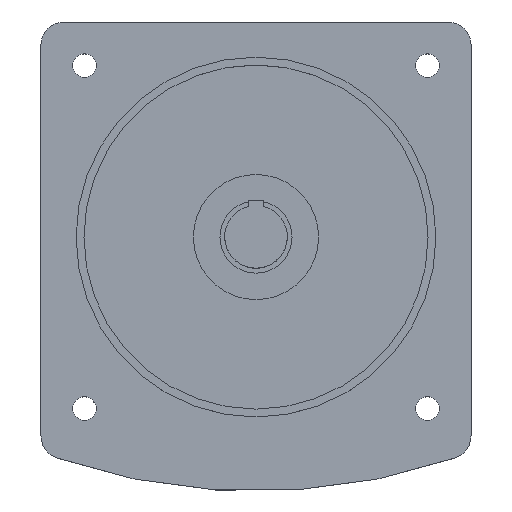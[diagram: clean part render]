
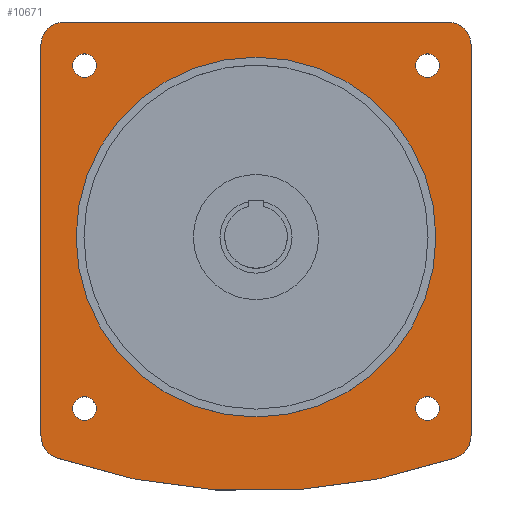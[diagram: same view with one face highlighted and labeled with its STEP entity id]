
A CAD part, top view. The second image highlights one B-rep face of the part: STEP entity #10671.
In plain terms, the highlighted planar face has unit normal (0, 0, 1).
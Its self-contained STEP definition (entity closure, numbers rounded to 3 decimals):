
#40=PLANE($,#11370);
#615=LINE($,#15553,#1841);
#616=LINE($,#15557,#1842);
#617=LINE($,#15561,#1843);
#1841=VECTOR($,#12419,249.464);
#1842=VECTOR($,#12422,245.);
#1843=VECTOR($,#12425,249.464);
#3054=FACE_BOUND($,#3864,.T.);
#3055=FACE_BOUND($,#3865,.T.);
#3056=FACE_BOUND($,#3866,.T.);
#3057=FACE_BOUND($,#3867,.T.);
#3058=FACE_BOUND($,#3868,.T.);
#3209=FACE_OUTER_BOUND($,#3863,.T.);
#3863=EDGE_LOOP($,(#7598,#7599,#7600,#7601,#7602,#7603,#7604,#7605));
#3864=EDGE_LOOP($,(#7606));
#3865=EDGE_LOOP($,(#7607));
#3866=EDGE_LOOP($,(#7608));
#3867=EDGE_LOOP($,(#7609));
#3868=EDGE_LOOP($,(#7610));
#4635=CIRCLE($,#11322,7.5);
#4637=CIRCLE($,#11325,7.5);
#4639=CIRCLE($,#11328,7.5);
#4641=CIRCLE($,#11331,7.5);
#4645=CIRCLE($,#11337,115.);
#4674=CIRCLE($,#11371,15.);
#4675=CIRCLE($,#11372,15.);
#4676=CIRCLE($,#11373,15.);
#4677=CIRCLE($,#11374,390.625);
#4678=CIRCLE($,#11375,15.);
#4942=VERTEX_POINT($,#15418);
#4944=VERTEX_POINT($,#15423);
#4946=VERTEX_POINT($,#15428);
#4948=VERTEX_POINT($,#15433);
#4952=VERTEX_POINT($,#15443);
#5000=VERTEX_POINT($,#15551);
#5001=VERTEX_POINT($,#15552);
#5002=VERTEX_POINT($,#15554);
#5003=VERTEX_POINT($,#15556);
#5004=VERTEX_POINT($,#15558);
#5005=VERTEX_POINT($,#15560);
#5006=VERTEX_POINT($,#15562);
#5007=VERTEX_POINT($,#15564);
#5987=EDGE_CURVE($,#4942,#4942,#4635,.T.);
#5989=EDGE_CURVE($,#4944,#4944,#4637,.T.);
#5991=EDGE_CURVE($,#4946,#4946,#4639,.T.);
#5993=EDGE_CURVE($,#4948,#4948,#4641,.T.);
#5997=EDGE_CURVE($,#4952,#4952,#4645,.T.);
#6052=EDGE_CURVE($,#5000,#5001,#615,.T.);
#6053=EDGE_CURVE($,#5001,#5002,#4674,.T.);
#6054=EDGE_CURVE($,#5002,#5003,#616,.T.);
#6055=EDGE_CURVE($,#5003,#5004,#4675,.T.);
#6056=EDGE_CURVE($,#5004,#5005,#617,.T.);
#6057=EDGE_CURVE($,#5005,#5006,#4676,.T.);
#6058=EDGE_CURVE($,#5006,#5007,#4677,.T.);
#6059=EDGE_CURVE($,#5007,#5000,#4678,.T.);
#7598=ORIENTED_EDGE($,*,*,#6052,.T.);
#7599=ORIENTED_EDGE($,*,*,#6053,.T.);
#7600=ORIENTED_EDGE($,*,*,#6054,.T.);
#7601=ORIENTED_EDGE($,*,*,#6055,.T.);
#7602=ORIENTED_EDGE($,*,*,#6056,.T.);
#7603=ORIENTED_EDGE($,*,*,#6057,.T.);
#7604=ORIENTED_EDGE($,*,*,#6058,.T.);
#7605=ORIENTED_EDGE($,*,*,#6059,.T.);
#7606=ORIENTED_EDGE($,*,*,#5997,.F.);
#7607=ORIENTED_EDGE($,*,*,#5987,.F.);
#7608=ORIENTED_EDGE($,*,*,#5989,.F.);
#7609=ORIENTED_EDGE($,*,*,#5991,.F.);
#7610=ORIENTED_EDGE($,*,*,#5993,.F.);
#10671=ADVANCED_FACE($,(#3209,#3054,#3055,#3056,#3057,#3058),#40,.T.);
#11322=AXIS2_PLACEMENT_3D($,#15419,#12295,#12296);
#11325=AXIS2_PLACEMENT_3D($,#15424,#12301,#12302);
#11328=AXIS2_PLACEMENT_3D($,#15429,#12307,#12308);
#11331=AXIS2_PLACEMENT_3D($,#15434,#12313,#12314);
#11337=AXIS2_PLACEMENT_3D($,#15444,#12325,#12326);
#11370=AXIS2_PLACEMENT_3D($,#15550,#12417,#12418);
#11371=AXIS2_PLACEMENT_3D($,#15555,#12420,#12421);
#11372=AXIS2_PLACEMENT_3D($,#15559,#12423,#12424);
#11373=AXIS2_PLACEMENT_3D($,#15563,#12426,#12427);
#11374=AXIS2_PLACEMENT_3D($,#15565,#12428,#12429);
#11375=AXIS2_PLACEMENT_3D($,#15566,#12430,#12431);
#12295=DIRECTION('center_axis',(0.,0.,1.));
#12296=DIRECTION('ref_axis',(0.,1.,0.));
#12301=DIRECTION('center_axis',(0.,0.,1.));
#12302=DIRECTION('ref_axis',(-1.,0.,0.));
#12307=DIRECTION('center_axis',(0.,0.,1.));
#12308=DIRECTION('ref_axis',(0.,-1.,0.));
#12313=DIRECTION('center_axis',(0.,0.,1.));
#12314=DIRECTION('ref_axis',(1.,0.,0.));
#12325=DIRECTION('center_axis',(0.,0.,1.));
#12326=DIRECTION('ref_axis',(1.,0.,0.));
#12417=DIRECTION('center_axis',(0.,0.,1.));
#12418=DIRECTION('ref_axis',(1.,0.,0.));
#12419=DIRECTION($,(0.,1.,0.));
#12420=DIRECTION('center_axis',(0.,0.,1.));
#12421=DIRECTION('ref_axis',(1.,0.,0.));
#12422=DIRECTION($,(-1.,0.,0.));
#12423=DIRECTION('center_axis',(0.,0.,1.));
#12424=DIRECTION('ref_axis',(1.,0.,0.));
#12425=DIRECTION($,(0.,-1.,0.));
#12426=DIRECTION('center_axis',(0.,0.,1.));
#12427=DIRECTION('ref_axis',(1.,0.,0.));
#12428=DIRECTION('center_axis',(0.,0.,1.));
#12429=DIRECTION('ref_axis',(1.,0.,0.));
#12430=DIRECTION('center_axis',(0.,0.,1.));
#12431=DIRECTION('ref_axis',(1.,0.,0.));
#15418=CARTESIAN_POINT('',(-109.602,117.102,0.));
#15419=CARTESIAN_POINT('Origin',(-109.602,109.602,0.));
#15423=CARTESIAN_POINT('',(-117.102,-109.602,0.));
#15424=CARTESIAN_POINT('Origin',(-109.602,-109.602,0.));
#15428=CARTESIAN_POINT('',(109.602,-117.102,0.));
#15429=CARTESIAN_POINT('Origin',(109.602,-109.602,0.));
#15433=CARTESIAN_POINT('',(117.102,109.602,0.));
#15434=CARTESIAN_POINT('Origin',(109.602,109.602,0.));
#15443=CARTESIAN_POINT('',(-115.,0.,0.));
#15444=CARTESIAN_POINT('Origin',(0.,0.,0.));
#15550=CARTESIAN_POINT('Origin',(0.,228.125,0.));
#15551=CARTESIAN_POINT('',(137.5,-126.964,0.));
#15552=CARTESIAN_POINT('',(137.5,122.5,0.));
#15553=CARTESIAN_POINT($,(137.5,137.5,0.));
#15554=CARTESIAN_POINT('',(122.5,137.5,0.));
#15555=CARTESIAN_POINT('Origin',(122.5,122.5,0.));
#15556=CARTESIAN_POINT('',(-122.5,137.5,0.));
#15557=CARTESIAN_POINT($,(-137.5,137.5,0.));
#15558=CARTESIAN_POINT('',(-137.5,122.5,0.));
#15559=CARTESIAN_POINT('Origin',(-122.5,122.5,0.));
#15560=CARTESIAN_POINT('',(-137.5,-126.964,0.));
#15561=CARTESIAN_POINT($,(-137.5,137.5,0.));
#15562=CARTESIAN_POINT('',(-127.392,-141.143,0.));
#15563=CARTESIAN_POINT('Origin',(-122.5,-126.964,0.));
#15564=CARTESIAN_POINT('',(127.392,-141.143,0.));
#15565=CARTESIAN_POINT('Origin',(0.,228.125,0.));
#15566=CARTESIAN_POINT('Origin',(122.5,-126.964,0.));
